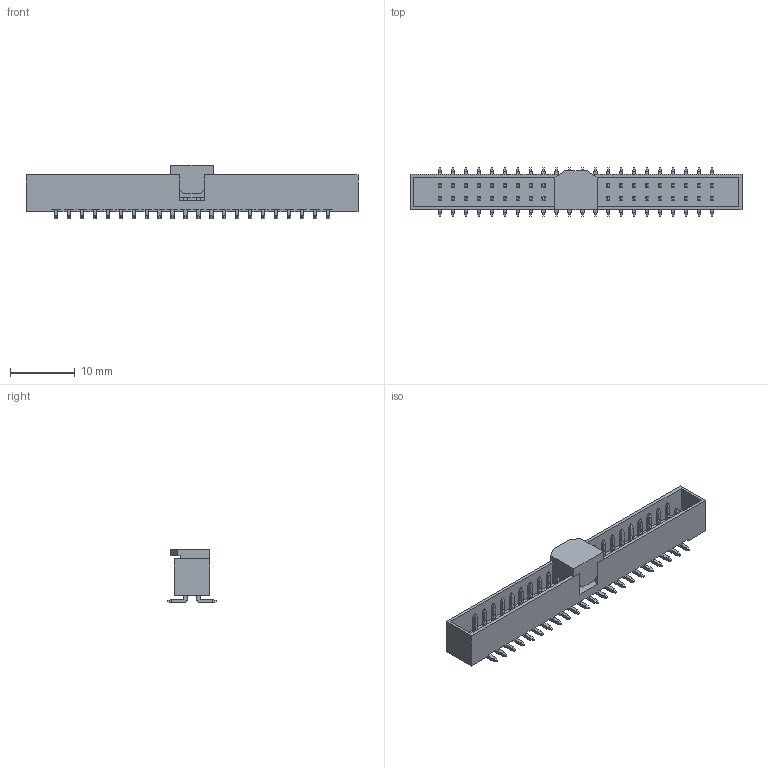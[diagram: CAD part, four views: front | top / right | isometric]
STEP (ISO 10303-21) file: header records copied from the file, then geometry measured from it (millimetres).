
FILE_DESCRIPTION(('STEP AP242'),'1');
FILE_NAME('62534420621.stp','2022-12-06T16:59:12',('TraceParts'),('TraceParts S.A.'),'Spatial InterOp 3D',' ',' ');
FILE_SCHEMA(('AP242_MANAGED_MODEL_BASED_3D_ENGINEERING_MIM_LF {1 0 10303 442 1 1 4}'));
Length unit declared in the file: millimetre
Products named in the file (1): 62534420621_1
Bounding box: 51.25 x 7.5 x 8.3 mm (x, y, z)
Volume: 859.1 mm3; surface area: 2842.8 mm2
Topology: 46 solids, 46 shells, 1232 faces, 3068 edges, 1928 vertices
Faces by surface type: plane 1188, cylinder 44
Entity records: 45692 total; most frequent: CARTESIAN_POINT 6274, ORIENTED_EDGE 6136, DIRECTION 5712, EDGE_CURVE 3068, LINE 2980, VECTOR 2980, VERTEX_POINT 1928, AXIS2_PLACEMENT_3D 1366
